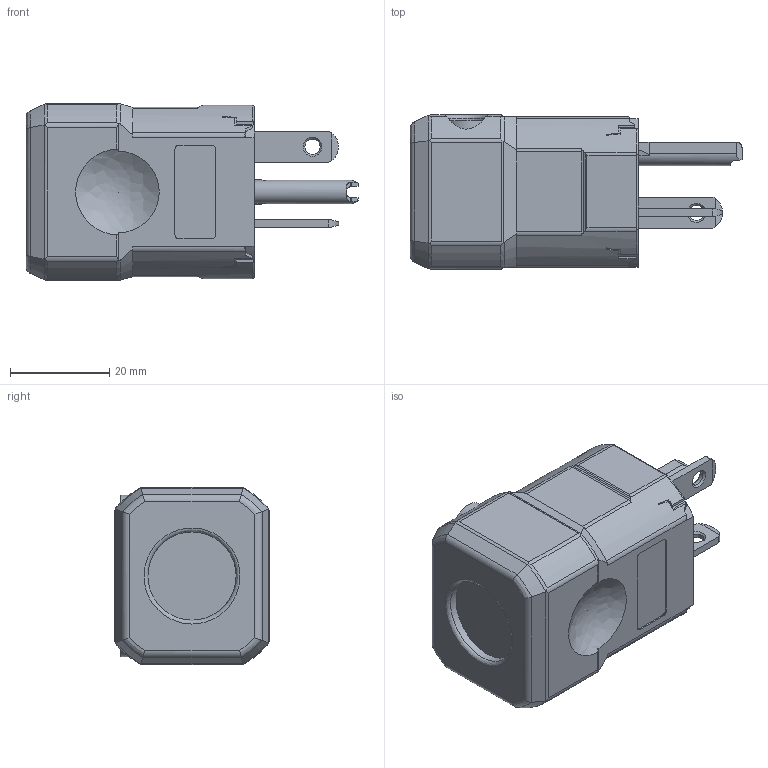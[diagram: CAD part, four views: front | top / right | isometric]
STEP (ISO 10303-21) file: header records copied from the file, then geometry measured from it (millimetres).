
FILE_DESCRIPTION (( 'STEP AP214' ), '1' );
FILE_NAME ('CATSTD-05356-0VX-M01.STEP', '2021-02-23T18:59:04', ( '' ), ( '' ), 'SwSTEP 2.0', 'SolidWorks 2020', '' );
FILE_SCHEMA (( 'AUTOMOTIVE_DESIGN' ));
Length unit declared in the file: inch
Products named in the file (1): CATSTD-05356-0VX-M01
Bounding box: 66.93 x 31.09 x 35.69 mm (x, y, z)
Volume: 45274.8 mm3; surface area: 8971.1 mm2
Topology: 1 solids, 9 shells, 572 faces, 1550 edges, 1030 vertices
Faces by surface type: plane 380, cylinder 108, bspline 68, cone 14, torus 2
Full cylindrical faces by diameter (mm): 3.048 x2, 17.78 x1
Entity records: 23641 total; most frequent: CARTESIAN_POINT 10090, ORIENTED_EDGE 3072, DIRECTION 2319, EDGE_CURVE 1536, VERTEX_POINT 1026, LINE 985, VECTOR 985, AXIS2_PLACEMENT_3D 667
